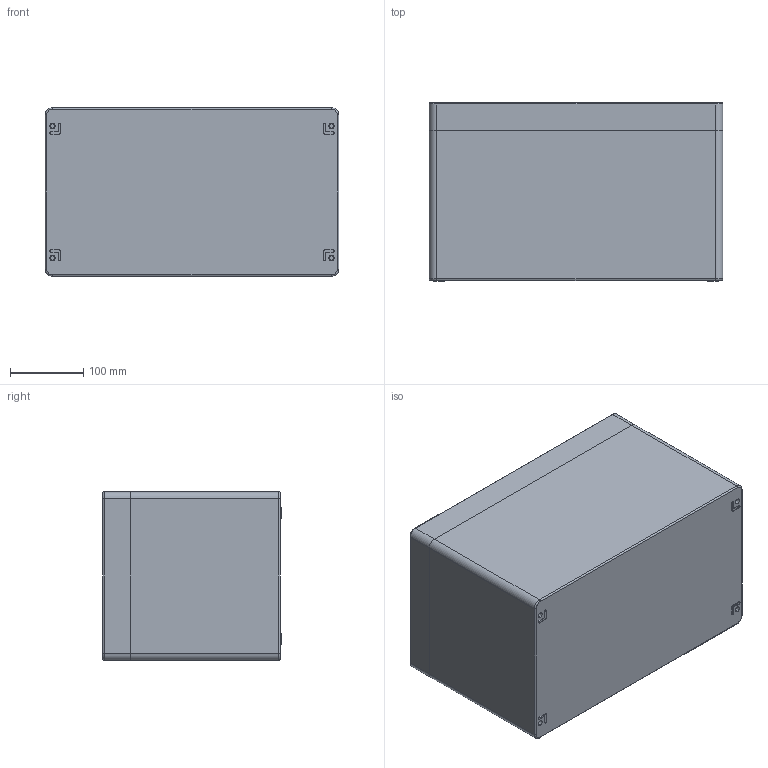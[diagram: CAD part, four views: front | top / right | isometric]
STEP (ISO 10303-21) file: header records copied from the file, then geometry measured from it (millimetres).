
FILE_DESCRIPTION (( 'STEP AP214' ), '1' );
FILE_NAME ('13150000.STEP', '2016-03-17T08:10:53', ( 'Macha' ), ( 'Hewlett-Packard Company' ), 'SwSTEP 2.0', 'SolidWorks 2015', '' );
FILE_SCHEMA (( 'AUTOMOTIVE_DESIGN' ));
Length unit declared in the file: millimetre
Products named in the file (5): 93261; 93117; 08063_Bearbeitung nach Zeichng. 13-2-080630-01-0; 03631; 13150000
Assembly tree (7 placements, depth 2):
  13150000
    03631
    08063_Bearbeitung nach Zeichng. 13-2-080630-01-0
    93117
    93261  x4
Bounding box: 400 x 243 x 230 mm (x, y, z)
Volume: 2783774.2 mm3; surface area: 872630.5 mm2
Topology: 8 solids, 8 shells, 1095 faces, 2550 edges, 1532 vertices
Faces by surface type: plane 427, cylinder 298, cone 142, bspline 138, torus 77, sphere 13
Entity records: 33614 total; most frequent: CARTESIAN_POINT 11058, ORIENTED_EDGE 4668, DIRECTION 4509, EDGE_CURVE 2334, AXIS2_PLACEMENT_3D 1628, VERTEX_POINT 1433, VECTOR 1253, LINE 1253
